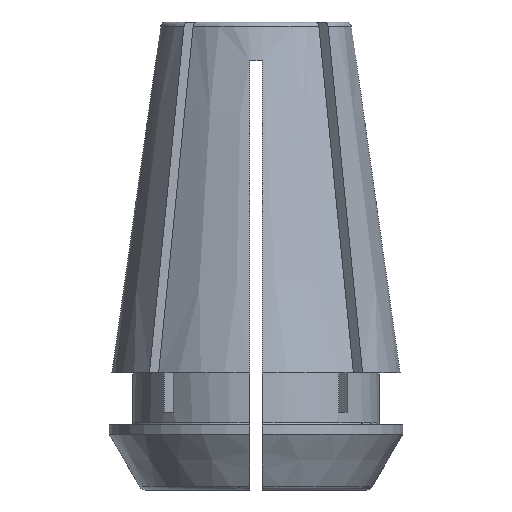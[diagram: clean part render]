
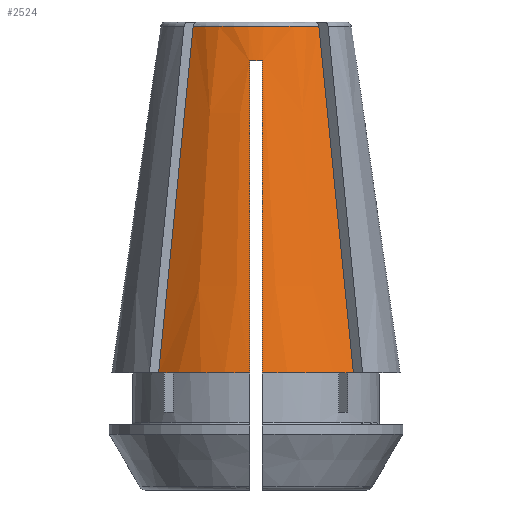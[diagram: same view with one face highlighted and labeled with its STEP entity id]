
A CAD part, front view. The second image highlights one B-rep face of the part: STEP entity #2524.
In plain terms, the highlighted conical face has half-angle 8 degrees and reference radius 5.502 mm.
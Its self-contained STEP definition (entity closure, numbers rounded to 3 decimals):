
#20=CONICAL_SURFACE('',#2693,5.502,0.14);
#46=B_SPLINE_CURVE_WITH_KNOTS('',3,(#3789,#3790,#3791,#3792,#3793,#3794,
#3795),.UNSPECIFIED.,.F.,.F.,(4,3,4),(0.,0.006,
0.013),.UNSPECIFIED.);
#47=B_SPLINE_CURVE_WITH_KNOTS('',3,(#3799,#3800,#3801,#3802,#3803,#3804,
#3805),.UNSPECIFIED.,.F.,.F.,(4,3,4),(0.,0.01,
0.013),.UNSPECIFIED.);
#48=B_SPLINE_CURVE_WITH_KNOTS('',3,(#3809,#3810,#3811,#3812,#3813,#3814,
#3815,#3816,#3817,#3818),.UNSPECIFIED.,.F.,.F.,(4,3,3,4),(0.006,
0.007,0.014,0.018),
 .UNSPECIFIED.);
#49=B_SPLINE_CURVE_WITH_KNOTS('',3,(#3822,#3823,#3824,#3825,#3826,#3827,
#3828,#3829,#3830,#3831),.UNSPECIFIED.,.F.,.F.,(4,3,3,4),(0.006,
0.007,0.014,0.018),
 .UNSPECIFIED.);
#168=CIRCLE('',#2666,5.55);
#188=CIRCLE('',#2694,3.677);
#189=CIRCLE('',#2695,5.55);
#190=CIRCLE('',#2696,3.864);
#356=ORIENTED_EDGE('',*,*,#1170,.F.);
#357=ORIENTED_EDGE('',*,*,#1171,.F.);
#358=ORIENTED_EDGE('',*,*,#1172,.F.);
#359=ORIENTED_EDGE('',*,*,#1173,.T.);
#360=ORIENTED_EDGE('',*,*,#1174,.F.);
#361=ORIENTED_EDGE('',*,*,#1175,.F.);
#362=ORIENTED_EDGE('',*,*,#1176,.T.);
#363=ORIENTED_EDGE('',*,*,#1129,.T.);
#1129=EDGE_CURVE('',#1538,#1536,#168,.T.);
#1170=EDGE_CURVE('',#1576,#1536,#46,.T.);
#1171=EDGE_CURVE('',#1577,#1576,#188,.T.);
#1172=EDGE_CURVE('',#1578,#1577,#47,.T.);
#1173=EDGE_CURVE('',#1578,#1579,#189,.T.);
#1174=EDGE_CURVE('',#1580,#1579,#48,.T.);
#1175=EDGE_CURVE('',#1581,#1580,#190,.T.);
#1176=EDGE_CURVE('',#1581,#1538,#49,.T.);
#1536=VERTEX_POINT('',#3694);
#1538=VERTEX_POINT('',#3697);
#1576=VERTEX_POINT('',#3796);
#1577=VERTEX_POINT('',#3798);
#1578=VERTEX_POINT('',#3806);
#1579=VERTEX_POINT('',#3808);
#1580=VERTEX_POINT('',#3819);
#1581=VERTEX_POINT('',#3821);
#2184=EDGE_LOOP('',(#356,#357,#358,#359,#360,#361,#362,#363));
#2320=FACE_BOUND('',#2184,.T.);
#2524=ADVANCED_FACE('',(#2320),#20,.T.);
#2666=AXIS2_PLACEMENT_3D('',#3696,#2950,#2951);
#2693=AXIS2_PLACEMENT_3D('',#3788,#3023,#3024);
#2694=AXIS2_PLACEMENT_3D('',#3797,#3025,#3026);
#2695=AXIS2_PLACEMENT_3D('',#3807,#3027,#3028);
#2696=AXIS2_PLACEMENT_3D('',#3820,#3029,#3030);
#2950=DIRECTION('',(0.,0.,1.));
#2951=DIRECTION('',(1.,0.,0.));
#3023=DIRECTION('',(0.,0.,-1.));
#3024=DIRECTION('',(-1.,0.,0.));
#3025=DIRECTION('',(0.,0.,1.));
#3026=DIRECTION('',(1.,0.,0.));
#3027=DIRECTION('',(0.,0.,1.));
#3028=DIRECTION('',(1.,0.,0.));
#3029=DIRECTION('',(0.,0.,-1.));
#3030=DIRECTION('',(-1.,0.,0.));
#3694=CARTESIAN_POINT('',(3.744,-4.097,4.5));
#3696=CARTESIAN_POINT('',(0.,0.,4.5));
#3697=CARTESIAN_POINT('',(0.25,-5.544,4.5));
#3788=CARTESIAN_POINT('',(0.,0.,4.842));
#3789=CARTESIAN_POINT('',(2.417,-2.771,17.828));
#3790=CARTESIAN_POINT('',(2.629,-2.983,15.697));
#3791=CARTESIAN_POINT('',(2.842,-3.195,13.566));
#3792=CARTESIAN_POINT('',(3.054,-3.407,11.436));
#3793=CARTESIAN_POINT('',(3.284,-3.637,9.124));
#3794=CARTESIAN_POINT('',(3.514,-3.867,6.812));
#3795=CARTESIAN_POINT('',(3.744,-4.097,4.5));
#3796=CARTESIAN_POINT('',(2.417,-2.771,17.828));
#3797=CARTESIAN_POINT('',(0.,0.,17.828));
#3798=CARTESIAN_POINT('',(-2.417,-2.771,17.828));
#3799=CARTESIAN_POINT('',(-3.744,-4.097,4.5));
#3800=CARTESIAN_POINT('',(-3.424,-3.777,7.716));
#3801=CARTESIAN_POINT('',(-3.104,-3.457,10.932));
#3802=CARTESIAN_POINT('',(-2.784,-3.137,14.149));
#3803=CARTESIAN_POINT('',(-2.661,-3.015,15.375));
#3804=CARTESIAN_POINT('',(-2.539,-2.893,16.601));
#3805=CARTESIAN_POINT('',(-2.417,-2.771,17.828));
#3806=CARTESIAN_POINT('',(-3.744,-4.097,4.5));
#3807=CARTESIAN_POINT('',(0.,0.,4.5));
#3808=CARTESIAN_POINT('',(-0.25,-5.544,4.5));
#3809=CARTESIAN_POINT('',(-0.25,-3.855,16.5));
#3810=CARTESIAN_POINT('',(-0.25,-3.928,15.985));
#3811=CARTESIAN_POINT('',(-0.25,-4.,15.47));
#3812=CARTESIAN_POINT('',(-0.25,-4.073,14.956));
#3813=CARTESIAN_POINT('',(-0.25,-4.406,12.591));
#3814=CARTESIAN_POINT('',(-0.25,-4.739,10.226));
#3815=CARTESIAN_POINT('',(-0.25,-5.071,7.861));
#3816=CARTESIAN_POINT('',(-0.25,-5.229,6.741));
#3817=CARTESIAN_POINT('',(-0.25,-5.387,5.62));
#3818=CARTESIAN_POINT('',(-0.25,-5.544,4.5));
#3819=CARTESIAN_POINT('',(-0.25,-3.855,16.5));
#3820=CARTESIAN_POINT('',(0.,0.,16.5));
#3821=CARTESIAN_POINT('',(0.25,-3.855,16.5));
#3822=CARTESIAN_POINT('',(0.25,-3.855,16.5));
#3823=CARTESIAN_POINT('',(0.25,-3.928,15.985));
#3824=CARTESIAN_POINT('',(0.25,-4.,15.47));
#3825=CARTESIAN_POINT('',(0.25,-4.073,14.956));
#3826=CARTESIAN_POINT('',(0.25,-4.406,12.591));
#3827=CARTESIAN_POINT('',(0.25,-4.739,10.226));
#3828=CARTESIAN_POINT('',(0.25,-5.071,7.861));
#3829=CARTESIAN_POINT('',(0.25,-5.229,6.741));
#3830=CARTESIAN_POINT('',(0.25,-5.387,5.62));
#3831=CARTESIAN_POINT('',(0.25,-5.544,4.5));
